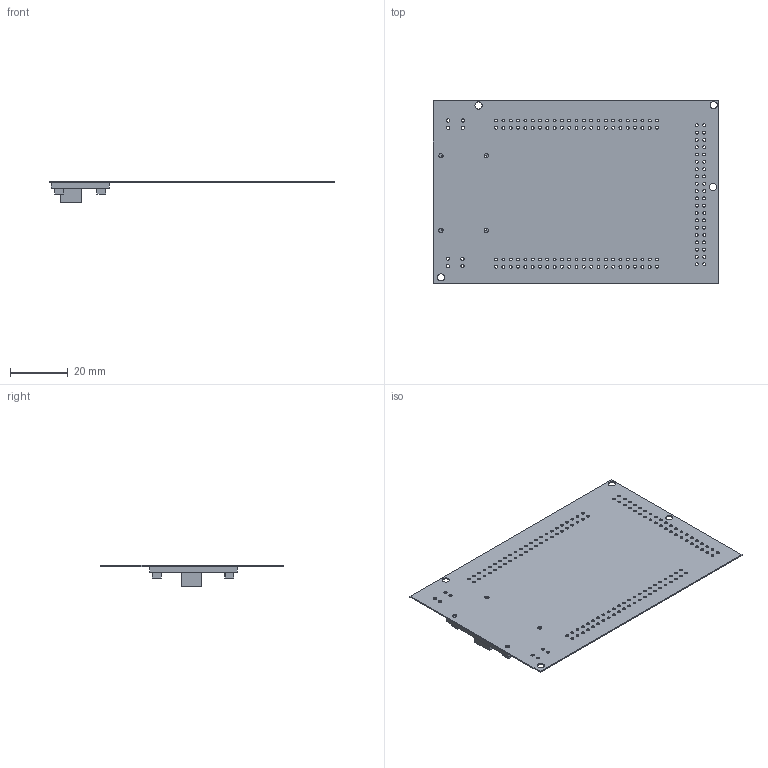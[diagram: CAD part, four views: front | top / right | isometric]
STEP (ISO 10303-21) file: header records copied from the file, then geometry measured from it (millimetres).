
FILE_DESCRIPTION(('Open CASCADE Model'),'2;1');
FILE_NAME('Open CASCADE Shape Model','2022-10-28T00:37:19',('Author'),( 'Open CASCADE'),'Open CASCADE STEP processor 6.8','Open CASCADE 6.8' ,'Unknown');
FILE_SCHEMA(('AUTOMOTIVE_DESIGN { 1 0 10303 214 1 1 1 1 }'));
Length unit declared in the file: millimetre
Products named in the file (5): PCB; Board; Open CASCADE STEP translator 6.8 2.1.1; U1; module_v10_RGB16777215
Assembly tree (4 placements, depth 3):
  PCB
    Board
      Open CASCADE STEP translator 6.8 2.1.1
    U1
      module_v10_RGB16777215
Bounding box: 99.19 x 63.88 x 7.41 mm (x, y, z)
Volume: 4109 mm3; surface area: 14466.3 mm2
Topology: 3 solids, 3 shells, 191 faces, 543 edges, 362 vertices
Faces by surface type: cylinder 152, plane 39
Full cylindrical faces by diameter (mm): 1 x4, 1.001 x92, 1.016 x40, 1.12 x8, 1.5 x4, 2.5 x4
Entity records: 7440 total; most frequent: DIRECTION 1239, CARTESIAN_POINT 1101, ORIENTED_EDGE 1086, EDGE_CURVE 543, AXIS2_PLACEMENT_3D 500, FACE_BOUND 499, EDGE_LOOP 499, VERTEX_POINT 362
